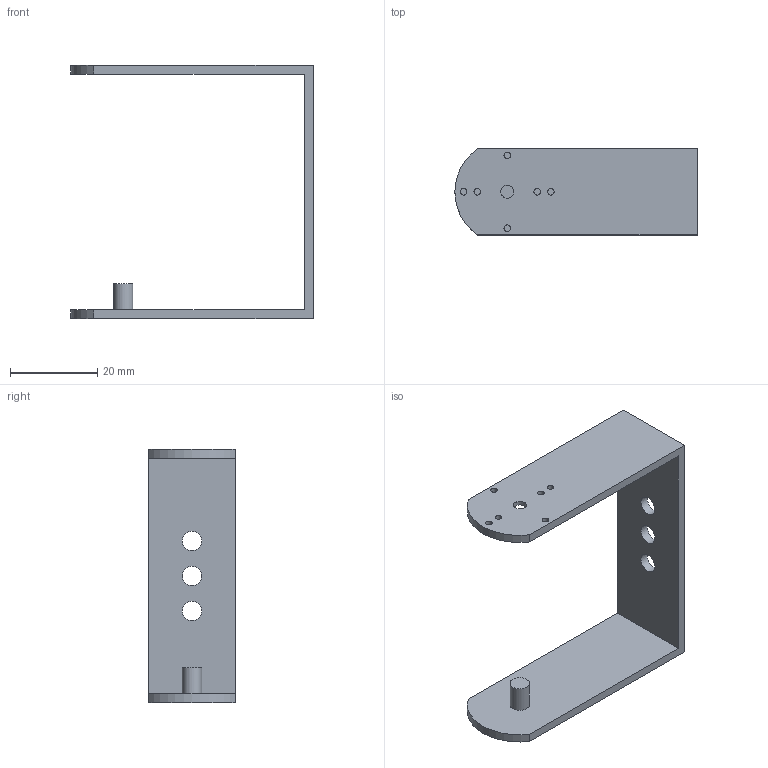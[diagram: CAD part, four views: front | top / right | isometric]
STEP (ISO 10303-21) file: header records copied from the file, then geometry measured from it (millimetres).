
FILE_DESCRIPTION(/* description */ (''),/* implementation_level */ '2;1');
FILE_NAME(/* name */ '89b43b06-17fc-4958-bbf6-657ce7e691cf.stp',/* time_stamp */ '2015-10-06T16:34:33-05:00',/* author */ (''),/* organization */ (''),/* preprocessor_version */ 'ST-DEVELOPER v16.1',/* originating_system */ 'Autodesk Translation Framework v4.1.0.1560',/* authorisation */ '');
FILE_SCHEMA (('AUTOMOTIVE_DESIGN { 1 0 10303 214 3 1 1 }'));
Length unit declared in the file: centimetre
Products named in the file (1): pan-tilt-frame-2 v4
Bounding box: 55.52 x 19.8 x 58 mm (x, y, z)
Volume: 6323.9 mm3; surface area: 7257.2 mm2
Topology: 1 solids, 1 shells, 24 faces, 60 edges, 40 vertices
Faces by surface type: cylinder 14, plane 10
Full cylindrical faces by diameter (mm): 1.5 x6, 3 x1, 4.46 x4, 8.8 x1
Entity records: 736 total; most frequent: DIRECTION 126, CARTESIAN_POINT 113, ORIENTED_EDGE 96, EDGE_LOOP 58, AXIS2_PLACEMENT_3D 53, EDGE_CURVE 48, VERTEX_POINT 40, FACE_BOUND 34
